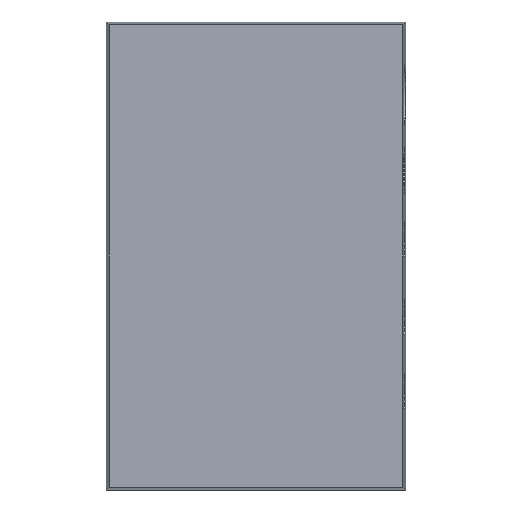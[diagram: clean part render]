
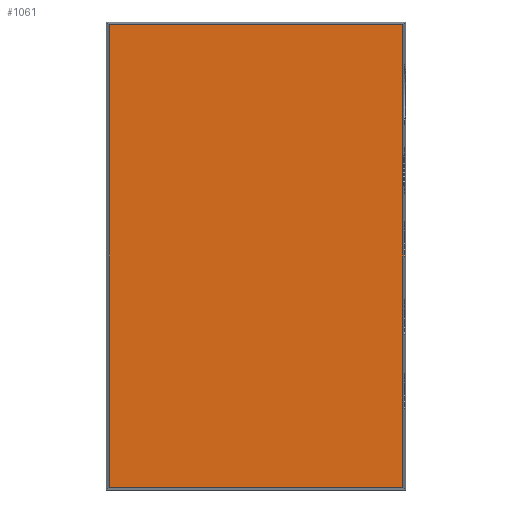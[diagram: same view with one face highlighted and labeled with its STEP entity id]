
A CAD part, left-side view. The second image highlights one B-rep face of the part: STEP entity #1061.
In plain terms, the highlighted planar face has unit normal (-1, 0, 0).
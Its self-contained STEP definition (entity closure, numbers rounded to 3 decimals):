
#38=DIRECTION('',(0.,1.,0.));
#39=VECTOR('',#38,78.516);
#40=CARTESIAN_POINT('',(-25.,-39.258,-61.758));
#41=LINE('',#40,#39);
#42=DIRECTION('',(0.,0.,1.));
#43=VECTOR('',#42,123.516);
#44=CARTESIAN_POINT('',(-25.,39.258,-61.758));
#45=LINE('',#44,#43);
#54=DIRECTION('',(0.,0.,-1.));
#55=VECTOR('',#54,123.516);
#56=CARTESIAN_POINT('',(-25.,-39.258,61.758));
#57=LINE('',#56,#55);
#156=DIRECTION('',(0.,-1.,0.));
#157=VECTOR('',#156,78.516);
#158=CARTESIAN_POINT('',(-25.,39.258,61.758));
#159=LINE('',#158,#157);
#814=CARTESIAN_POINT('',(-25.,39.258,61.758));
#815=CARTESIAN_POINT('',(-25.,-39.258,61.758));
#816=VERTEX_POINT('',#814);
#817=VERTEX_POINT('',#815);
#818=CARTESIAN_POINT('',(-25.,-39.258,-61.758));
#819=VERTEX_POINT('',#818);
#820=CARTESIAN_POINT('',(-25.,39.258,-61.758));
#821=VERTEX_POINT('',#820);
#1046=CARTESIAN_POINT('',(-25.,0.,0.));
#1047=DIRECTION('',(1.,0.,0.));
#1048=DIRECTION('',(0.,0.,-1.));
#1049=AXIS2_PLACEMENT_3D('',#1046,#1047,#1048);
#1050=PLANE('',#1049);
#1052=ORIENTED_EDGE('',*,*,#1051,.T.);
#1054=ORIENTED_EDGE('',*,*,#1053,.T.);
#1056=ORIENTED_EDGE('',*,*,#1055,.T.);
#1058=ORIENTED_EDGE('',*,*,#1057,.T.);
#1059=EDGE_LOOP('',(#1052,#1054,#1056,#1058));
#1060=FACE_OUTER_BOUND('',#1059,.F.);
#1061=ADVANCED_FACE('',(#1060),#1050,.F.);
#1051=EDGE_CURVE('',#817,#819,#57,.T.);
#1053=EDGE_CURVE('',#819,#821,#41,.T.);
#1055=EDGE_CURVE('',#821,#816,#45,.T.);
#1057=EDGE_CURVE('',#816,#817,#159,.T.);
